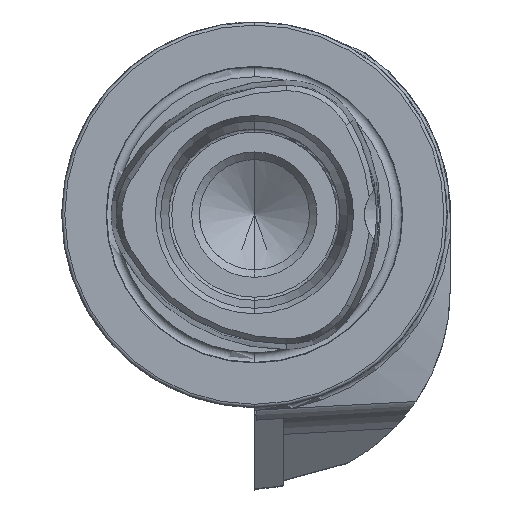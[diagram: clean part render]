
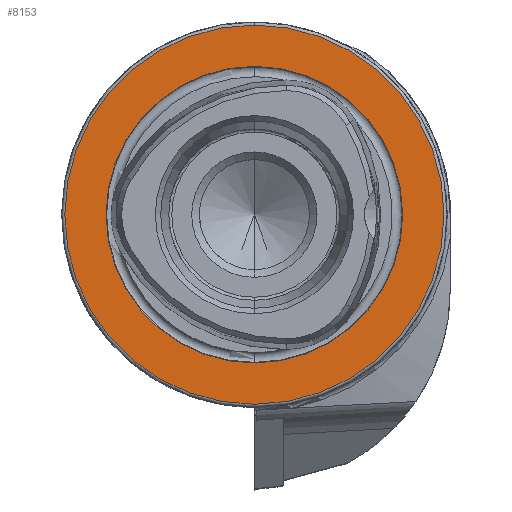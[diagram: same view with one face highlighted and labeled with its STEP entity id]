
A CAD part, left-side view. The second image highlights one B-rep face of the part: STEP entity #8153.
In plain terms, the highlighted planar face has unit normal (-1, 0, 0).
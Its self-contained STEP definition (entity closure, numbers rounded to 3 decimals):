
#443 = CARTESIAN_POINT ( 'NONE',  ( 0., 0., 24.25 ) ) ;
#636 = EDGE_CURVE ( 'NONE', #3428, #3471, #9135, .T. ) ;
#739 = EDGE_CURVE ( 'NONE', #2976, #3468, #9188, .T. ) ;
#763 = EDGE_LOOP ( 'NONE', ( #8579, #8580 ) ) ;
#1205 = DIRECTION ( 'NONE',  ( 0., 0., 1. ) ) ;
#1206 = DIRECTION ( 'NONE',  ( -1., 0., 0. ) ) ;
#1207 = CARTESIAN_POINT ( 'NONE',  ( 0., 0., 0. ) ) ;
#1229 = DIRECTION ( 'NONE',  ( 0., 0., 1. ) ) ;
#1231 = DIRECTION ( 'NONE',  ( -1., 0., 0. ) ) ;
#1233 = CARTESIAN_POINT ( 'NONE',  ( 0., 0., 0. ) ) ;
#2053 = CARTESIAN_POINT ( 'NONE',  ( 0., 0., -24.25 ) ) ;
#2081 = CARTESIAN_POINT ( 'NONE',  ( 0., 0., 31. ) ) ;
#2129 = DIRECTION ( 'NONE',  ( -1., 0., 0. ) ) ;
#2130 = CARTESIAN_POINT ( 'NONE',  ( 0., 0., 0. ) ) ;
#2137 = DIRECTION ( 'NONE',  ( 0., 0., 1. ) ) ;
#2976 = VERTEX_POINT ( 'NONE', #7994 ) ;
#3428 = VERTEX_POINT ( 'NONE', #443 ) ;
#3468 = VERTEX_POINT ( 'NONE', #2081 ) ;
#3471 = VERTEX_POINT ( 'NONE', #2053 ) ;
#4041 = CARTESIAN_POINT ( 'NONE',  ( 0., 24.25, 0. ) ) ;
#4044 = PLANE ( 'NONE',  #7349 ) ;
#4046 = DIRECTION ( 'NONE',  ( 1., 0., 0. ) ) ;
#4047 = DIRECTION ( 'NONE',  ( 0., 0., -1. ) ) ;
#5097 = EDGE_CURVE ( 'NONE', #3471, #3428, #5746, .T. ) ;
#5101 = EDGE_CURVE ( 'NONE', #3468, #2976, #5754, .T. ) ;
#5207 = AXIS2_PLACEMENT_3D ( 'NONE', #2130, #2129, #2137 ) ;
#5227 = AXIS2_PLACEMENT_3D ( 'NONE', #5674, #5673, #5672 ) ;
#5386 = AXIS2_PLACEMENT_3D ( 'NONE', #1233, #1231, #1229 ) ;
#5389 = AXIS2_PLACEMENT_3D ( 'NONE', #1207, #1206, #1205 ) ;
#5672 = DIRECTION ( 'NONE',  ( 0., 0., 1. ) ) ;
#5673 = DIRECTION ( 'NONE',  ( -1., 0., 0. ) ) ;
#5674 = CARTESIAN_POINT ( 'NONE',  ( 0., 0., 0. ) ) ;
#5746 = CIRCLE ( 'NONE', #5386, 24.25 ) ;
#5754 = CIRCLE ( 'NONE', #5389, 31. ) ;
#6117 = FACE_BOUND ( 'NONE', #763, .T. ) ;
#6122 = FACE_OUTER_BOUND ( 'NONE', #7000, .T. ) ;
#7000 = EDGE_LOOP ( 'NONE', ( #8581, #8582 ) ) ;
#7349 = AXIS2_PLACEMENT_3D ( 'NONE', #4041, #4046, #4047 ) ;
#7994 = CARTESIAN_POINT ( 'NONE',  ( 0., 0., -31. ) ) ;
#8153 = ADVANCED_FACE ( 'NONE', ( #6117, #6122 ), #4044, .F. ) ;
#8579 = ORIENTED_EDGE ( 'NONE', *, *, #636, .F. ) ;
#8580 = ORIENTED_EDGE ( 'NONE', *, *, #5097, .F. ) ;
#8581 = ORIENTED_EDGE ( 'NONE', *, *, #5101, .T. ) ;
#8582 = ORIENTED_EDGE ( 'NONE', *, *, #739, .T. ) ;
#9135 = CIRCLE ( 'NONE', #5207, 24.25 ) ;
#9188 = CIRCLE ( 'NONE', #5227, 31. ) ;
